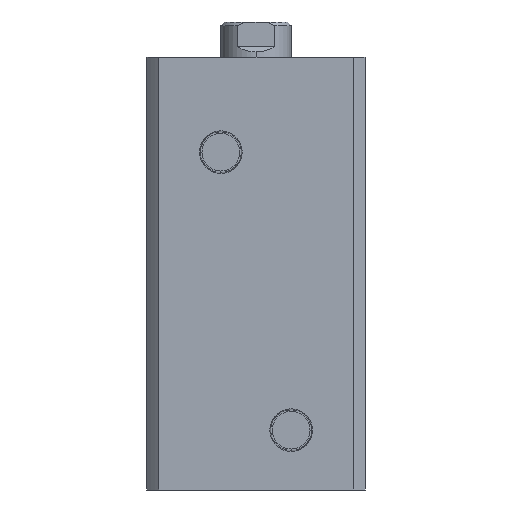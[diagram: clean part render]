
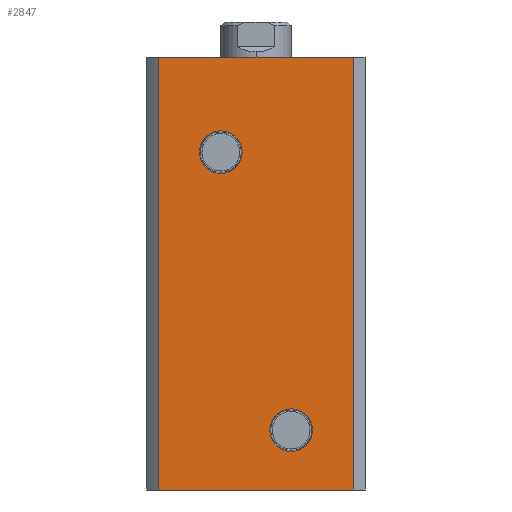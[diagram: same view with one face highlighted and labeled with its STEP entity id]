
A CAD part, left-side view. The second image highlights one B-rep face of the part: STEP entity #2847.
In plain terms, the highlighted planar face has unit normal (-1, 0, 0).
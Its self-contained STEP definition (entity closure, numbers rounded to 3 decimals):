
#1 = ORIENTED_EDGE ( 'NONE', *, *, #1357, .T. ) ;
#2 = ORIENTED_EDGE ( 'NONE', *, *, #1356, .F. ) ;
#3 = ORIENTED_EDGE ( 'NONE', *, *, #1355, .F. ) ;
#306 = CARTESIAN_POINT ( 'NONE',  ( -31., 10., 89.94 ) ) ;
#323 = CARTESIAN_POINT ( 'NONE',  ( -31., -10., 10.94 ) ) ;
#329 = CARTESIAN_POINT ( 'NONE',  ( -31., -10., 23.06 ) ) ;
#339 = CARTESIAN_POINT ( 'NONE',  ( -31., 10., 102.06 ) ) ;
#466 = DIRECTION ( 'NONE',  ( 0., 0., -1. ) ) ;
#470 = CARTESIAN_POINT ( 'NONE',  ( -31., 0., 123. ) ) ;
#471 = CARTESIAN_POINT ( 'NONE',  ( -31., 27.591, 123. ) ) ;
#476 = DIRECTION ( 'NONE',  ( 0., -1., 0. ) ) ;
#477 = CARTESIAN_POINT ( 'NONE',  ( -31., -27.591, 123. ) ) ;
#478 = DIRECTION ( 'NONE',  ( 0., 0., -1. ) ) ;
#479 = CARTESIAN_POINT ( 'NONE',  ( -31., 0., 0. ) ) ;
#480 = DIRECTION ( 'NONE',  ( 0., -1., 0. ) ) ;
#482 = CARTESIAN_POINT ( 'NONE',  ( -31., -10., 17. ) ) ;
#483 = DIRECTION ( 'NONE',  ( -1., 0., 0. ) ) ;
#484 = DIRECTION ( 'NONE',  ( 0., 0., 1. ) ) ;
#485 = CARTESIAN_POINT ( 'NONE',  ( -31., 10., 96. ) ) ;
#486 = DIRECTION ( 'NONE',  ( -1., 0., 0. ) ) ;
#487 = DIRECTION ( 'NONE',  ( 0., 0., 1. ) ) ;
#651 = CARTESIAN_POINT ( 'NONE',  ( -31., -10., 17. ) ) ;
#652 = DIRECTION ( 'NONE',  ( -1., 0., 0. ) ) ;
#653 = DIRECTION ( 'NONE',  ( 0., 0., 1. ) ) ;
#671 = CARTESIAN_POINT ( 'NONE',  ( -31., 10., 96. ) ) ;
#672 = DIRECTION ( 'NONE',  ( -1., 0., 0. ) ) ;
#673 = DIRECTION ( 'NONE',  ( 0., 0., 1. ) ) ;
#738 = ORIENTED_EDGE ( 'NONE', *, *, #1423, .F. ) ;
#740 = ORIENTED_EDGE ( 'NONE', *, *, #1358, .F. ) ;
#741 = ORIENTED_EDGE ( 'NONE', *, *, #1431, .F. ) ;
#742 = ORIENTED_EDGE ( 'NONE', *, *, #1359, .F. ) ;
#820 = EDGE_LOOP ( 'NONE', ( #742, #741 ) ) ;
#838 = EDGE_LOOP ( 'NONE', ( #740, #738 ) ) ;
#844 = EDGE_LOOP ( 'NONE', ( #1, #2, #3, #3155 ) ) ;
#939 = VERTEX_POINT ( 'NONE', #306 ) ;
#956 = VERTEX_POINT ( 'NONE', #323 ) ;
#962 = VERTEX_POINT ( 'NONE', #329 ) ;
#972 = VERTEX_POINT ( 'NONE', #339 ) ;
#1354 = EDGE_CURVE ( 'NONE', #3054, #3042, #2329, .T. ) ;
#1355 = EDGE_CURVE ( 'NONE', #3054, #3053, #2334, .T. ) ;
#1356 = EDGE_CURVE ( 'NONE', #3053, #3705, #2337, .T. ) ;
#1357 = EDGE_CURVE ( 'NONE', #3042, #3705, #2339, .T. ) ;
#1358 = EDGE_CURVE ( 'NONE', #962, #956, #2341, .T. ) ;
#1359 = EDGE_CURVE ( 'NONE', #972, #939, #2335, .T. ) ;
#1423 = EDGE_CURVE ( 'NONE', #956, #962, #2434, .T. ) ;
#1431 = EDGE_CURVE ( 'NONE', #939, #972, #2446, .T. ) ;
#1474 = AXIS2_PLACEMENT_3D ( 'NONE', #482, #483, #484 ) ;
#1475 = AXIS2_PLACEMENT_3D ( 'NONE', #485, #486, #487 ) ;
#1511 = AXIS2_PLACEMENT_3D ( 'NONE', #651, #652, #653 ) ;
#1515 = AXIS2_PLACEMENT_3D ( 'NONE', #671, #672, #673 ) ;
#1529 = AXIS2_PLACEMENT_3D ( 'NONE', #1763, #1760, #1767 ) ;
#1760 = DIRECTION ( 'NONE',  ( 1., 0., 0. ) ) ;
#1763 = CARTESIAN_POINT ( 'NONE',  ( -31., 0., 123. ) ) ;
#1765 = PLANE ( 'NONE',  #1529 ) ;
#1767 = DIRECTION ( 'NONE',  ( 0., 0., -1. ) ) ;
#2213 = CARTESIAN_POINT ( 'NONE',  ( -31., 27.591, 0. ) ) ;
#2233 = CARTESIAN_POINT ( 'NONE',  ( -31., -27.591, 123. ) ) ;
#2234 = CARTESIAN_POINT ( 'NONE',  ( -31., 27.591, 123. ) ) ;
#2329 = LINE ( 'NONE', #471, #2336 ) ;
#2334 = LINE ( 'NONE', #470, #2338 ) ;
#2335 = CIRCLE ( 'NONE', #1475, 6.06 ) ;
#2336 = VECTOR ( 'NONE', #466, 1000. ) ;
#2337 = LINE ( 'NONE', #477, #2340 ) ;
#2338 = VECTOR ( 'NONE', #476, 1000. ) ;
#2339 = LINE ( 'NONE', #479, #2342 ) ;
#2340 = VECTOR ( 'NONE', #478, 1000. ) ;
#2341 = CIRCLE ( 'NONE', #1474, 6.06 ) ;
#2342 = VECTOR ( 'NONE', #480, 1000. ) ;
#2434 = CIRCLE ( 'NONE', #1511, 6.06 ) ;
#2446 = CIRCLE ( 'NONE', #1515, 6.06 ) ;
#2493 = FACE_OUTER_BOUND ( 'NONE', #844, .T. ) ;
#2496 = FACE_BOUND ( 'NONE', #820, .T. ) ;
#2499 = FACE_BOUND ( 'NONE', #838, .T. ) ;
#2847 = ADVANCED_FACE ( 'NONE', ( #2496, #2499, #2493 ), #1765, .F. ) ;
#3042 = VERTEX_POINT ( 'NONE', #2213 ) ;
#3053 = VERTEX_POINT ( 'NONE', #2233 ) ;
#3054 = VERTEX_POINT ( 'NONE', #2234 ) ;
#3155 = ORIENTED_EDGE ( 'NONE', *, *, #1354, .T. ) ;
#3499 = CARTESIAN_POINT ( 'NONE',  ( -31., -27.591, 0. ) ) ;
#3705 = VERTEX_POINT ( 'NONE', #3499 ) ;
